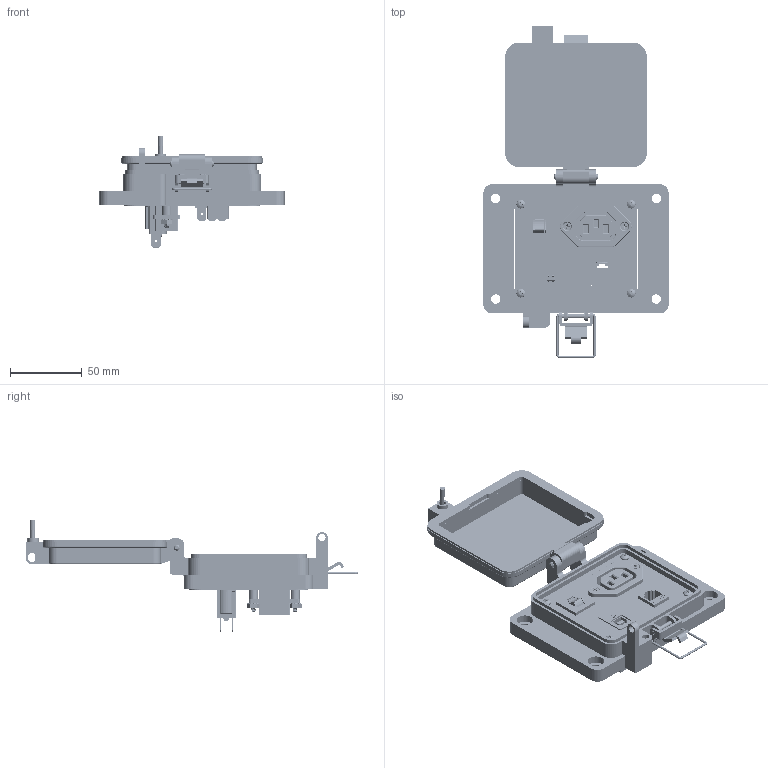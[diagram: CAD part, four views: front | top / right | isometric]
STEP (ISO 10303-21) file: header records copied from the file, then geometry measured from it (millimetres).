
FILE_DESCRIPTION (( 'STEP AP203' ), '1' );
FILE_NAME ('P-Q51R2-K4RP10_3D.STEP', '2019-01-08T19:32:58', ( '' ), ( '' ), 'SwSTEP 2.0', 'SolidWorks 2018', '' );
FILE_SCHEMA (( 'CONFIG_CONTROL_DESIGN' ));
Length unit declared in the file: millimetre
Products named in the file (20): Z-H-K4_B; Z-002-632516HN_90675A007; P-Q51R2-K4RP10_BP180_1; -K4; Z-300-RJ45CAT5; P-Q51R2-K4RP10_TP060_1; 92005A124_METRIC PAN HEAD PHILLIPS MACHINE SCREW_92005A124; R2; Z-000-4243316TFP; P-Q51R2-K4RP10_3D; Z-CB-SM; P-Q51R2-K4RP10_FP060_1; CBX; Z-300-USB-AB-FF; Z-200-OTLT-RP; Q51; RP; Z-001-SPR_3_4; 4-40 half inch flathead _90273A110; 632FH_1-1_4-IN
Assembly tree (30 placements, depth 3):
  P-Q51R2-K4RP10_3D
    P-Q51R2-K4RP10_BP180_1
    P-Q51R2-K4RP10_TP060_1
    Z-000-4243316TFP  x3
    P-Q51R2-K4RP10_FP060_1
    Q51
      Z-300-USB-AB-FF
    Z-001-SPR_3_4  x2
    632FH_1-1_4-IN  x2
    Z-002-632516HN_90675A007  x4
    R2
      Z-300-RJ45CAT5
    CBX
      Z-CB-SM
    RP
      Z-200-OTLT-RP
    4-40 half inch flathead _90273A110  x2
    -K4
      Z-H-K4_B
    92005A124_METRIC PAN HEAD PHILLIPS MACHINE SCREW_92005A124  x4
Bounding box: 129 x 231.28 x 77.64 mm (x, y, z)
Volume: 196916.6 mm3; surface area: 123893.5 mm2
Topology: 34 solids, 34 shells, 3368 faces, 9414 edges, 6216 vertices
Faces by surface type: cylinder 1580, plane 1121, bspline 369, cone 239, torus 51, sphere 8
Entity records: 87311 total; most frequent: CARTESIAN_POINT 33089, ORIENTED_EDGE 11878, DIRECTION 9409, EDGE_CURVE 5939, VERTEX_POINT 3921, LINE 3365, VECTOR 3365, AXIS2_PLACEMENT_3D 3022
